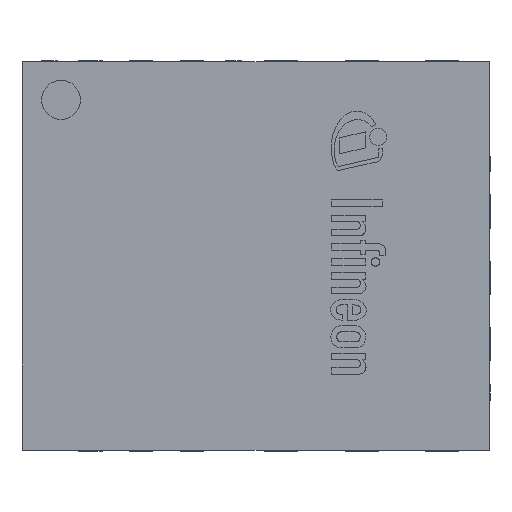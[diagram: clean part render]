
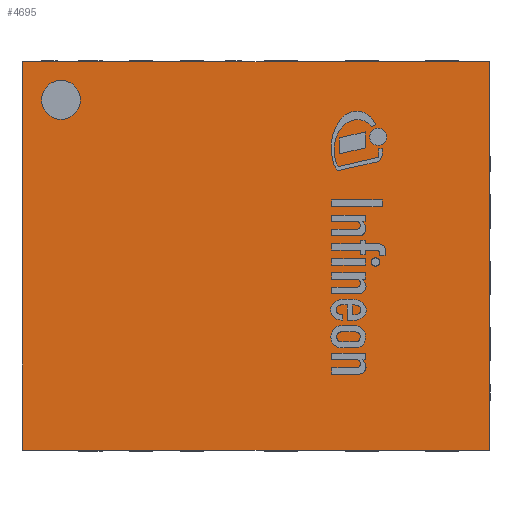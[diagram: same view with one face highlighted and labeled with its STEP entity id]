
A CAD part, top view. The second image highlights one B-rep face of the part: STEP entity #4695.
In plain terms, the highlighted planar face has unit normal (0, 0, 1).
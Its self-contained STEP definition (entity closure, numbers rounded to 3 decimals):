
#207=FACE_BOUND('',#576,.T.);
#217=CIRCLE('',#5031,0.25);
#279=FACE_OUTER_BOUND('',#575,.T.);
#575=EDGE_LOOP('',(#3121,#3122,#3123,#3124));
#576=EDGE_LOOP('',(#3125));
#879=LINE('',#6580,#1435);
#883=LINE('',#6588,#1439);
#886=LINE('',#6594,#1442);
#887=LINE('',#6595,#1443);
#1435=VECTOR('',#5362,1.);
#1439=VECTOR('',#5368,1.);
#1442=VECTOR('',#5373,1.);
#1443=VECTOR('',#5374,1.);
#1991=VERTEX_POINT('',#6578);
#1992=VERTEX_POINT('',#6579);
#1995=VERTEX_POINT('',#6587);
#1997=VERTEX_POINT('',#6593);
#1998=VERTEX_POINT('',#6596);
#2443=EDGE_CURVE('',#1991,#1992,#879,.T.);
#2447=EDGE_CURVE('',#1995,#1991,#883,.T.);
#2450=EDGE_CURVE('',#1992,#1997,#886,.T.);
#2451=EDGE_CURVE('',#1997,#1995,#887,.T.);
#2452=EDGE_CURVE('',#1998,#1998,#217,.T.);
#3121=ORIENTED_EDGE('',*,*,#2443,.T.);
#3122=ORIENTED_EDGE('',*,*,#2450,.T.);
#3123=ORIENTED_EDGE('',*,*,#2451,.T.);
#3124=ORIENTED_EDGE('',*,*,#2447,.T.);
#3125=ORIENTED_EDGE('',*,*,#2452,.T.);
#4455=PLANE('',#5030);
#4695=ADVANCED_FACE('',(#279,#207),#4455,.T.);
#5030=AXIS2_PLACEMENT_3D('',#6592,#5371,#5372);
#5031=AXIS2_PLACEMENT_3D('',#6597,#5375,#5376);
#5362=DIRECTION('',(-1.,0.,0.));
#5368=DIRECTION('',(0.,1.,0.));
#5371=DIRECTION('center_axis',(0.,0.,1.));
#5372=DIRECTION('ref_axis',(1.,0.,0.));
#5373=DIRECTION('',(0.,-1.,0.));
#5374=DIRECTION('',(1.,0.,0.));
#5375=DIRECTION('center_axis',(0.,0.,-1.));
#5376=DIRECTION('ref_axis',(-1.,0.,0.));
#6578=CARTESIAN_POINT('',(2.99,2.49,1.));
#6579=CARTESIAN_POINT('',(-2.99,2.49,1.));
#6580=CARTESIAN_POINT('',(0.,2.49,1.));
#6587=CARTESIAN_POINT('',(2.99,-2.49,1.));
#6588=CARTESIAN_POINT('',(2.99,0.003,1.));
#6592=CARTESIAN_POINT('Origin',(0.,0.,1.));
#6593=CARTESIAN_POINT('',(-2.99,-2.49,1.));
#6594=CARTESIAN_POINT('',(-2.99,0.003,1.));
#6595=CARTESIAN_POINT('',(0.,-2.49,1.));
#6596=CARTESIAN_POINT('',(-2.25,2.,1.));
#6597=CARTESIAN_POINT('Origin',(-2.5,2.,1.));
